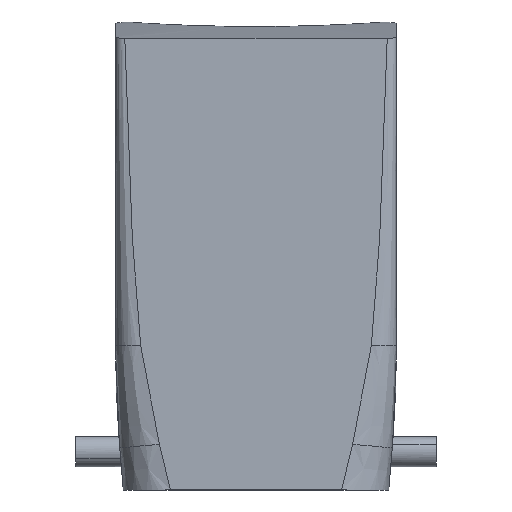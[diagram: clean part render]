
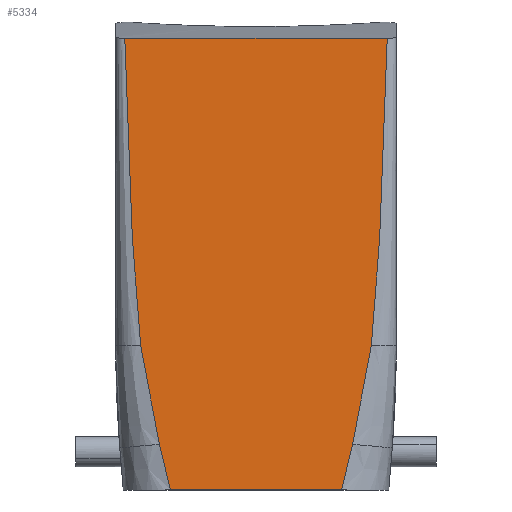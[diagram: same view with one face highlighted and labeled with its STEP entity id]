
A CAD part, front view. The second image highlights one B-rep face of the part: STEP entity #5334.
In plain terms, the highlighted planar face has unit normal (0, -1, 0.013).
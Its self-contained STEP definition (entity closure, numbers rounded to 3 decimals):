
#5322=AXIS2_PLACEMENT_3D('Plane Axis2P3D',#5319,#5320,#5321) ;
#1049=CARTESIAN_POINT('Vertex',(15.33,0.,0.)) ;
#1120=CARTESIAN_POINT('Vertex',(43.07,0.,0.)) ;
#1123=CARTESIAN_POINT('Line Origine',(29.2,0.,0.)) ;
#1288=CARTESIAN_POINT('Control Point',(13.555,0.097,7.394)) ;
#1289=CARTESIAN_POINT('Control Point',(13.601,0.094,7.207)) ;
#1290=CARTESIAN_POINT('Control Point',(13.646,0.092,7.02)) ;
#1291=CARTESIAN_POINT('Control Point',(13.691,0.089,6.834)) ;
#1292=CARTESIAN_POINT('Control Point',(14.053,0.07,5.337)) ;
#1293=CARTESIAN_POINT('Control Point',(14.414,0.05,3.841)) ;
#1294=CARTESIAN_POINT('Control Point',(14.712,0.034,2.6)) ;
#1295=CARTESIAN_POINT('Control Point',(15.02,0.017,1.307)) ;
#1296=CARTESIAN_POINT('Control Point',(15.33,0.,0.)) ;
#1297=CARTESIAN_POINT('Vertex',(13.555,0.097,7.394)) ;
#1417=CARTESIAN_POINT('Vertex',(44.845,0.097,7.394)) ;
#1421=CARTESIAN_POINT('Control Point',(44.845,0.097,7.394)) ;
#1422=CARTESIAN_POINT('Control Point',(44.799,0.094,7.207)) ;
#1423=CARTESIAN_POINT('Control Point',(44.754,0.092,7.02)) ;
#1424=CARTESIAN_POINT('Control Point',(44.709,0.089,6.834)) ;
#1425=CARTESIAN_POINT('Control Point',(44.347,0.07,5.337)) ;
#1426=CARTESIAN_POINT('Control Point',(43.986,0.05,3.841)) ;
#1427=CARTESIAN_POINT('Control Point',(43.688,0.034,2.6)) ;
#1428=CARTESIAN_POINT('Control Point',(43.38,0.017,1.307)) ;
#1429=CARTESIAN_POINT('Control Point',(43.07,0.,0.)) ;
#1743=CARTESIAN_POINT('Vertex',(47.882,0.306,23.392)) ;
#1747=CARTESIAN_POINT('Control Point',(47.882,0.306,23.392)) ;
#1748=CARTESIAN_POINT('Control Point',(47.613,0.276,21.12)) ;
#1749=CARTESIAN_POINT('Control Point',(47.278,0.247,18.858)) ;
#1750=CARTESIAN_POINT('Control Point',(46.883,0.217,16.606)) ;
#1751=CARTESIAN_POINT('Control Point',(46.248,0.176,13.409)) ;
#1752=CARTESIAN_POINT('Control Point',(45.529,0.134,10.236)) ;
#1753=CARTESIAN_POINT('Control Point',(45.307,0.122,9.287)) ;
#1754=CARTESIAN_POINT('Control Point',(45.079,0.109,8.339)) ;
#1755=CARTESIAN_POINT('Control Point',(44.845,0.097,7.394)) ;
#2173=CARTESIAN_POINT('Control Point',(50.45,0.958,73.163)) ;
#2174=CARTESIAN_POINT('Control Point',(50.435,0.95,72.586)) ;
#2175=CARTESIAN_POINT('Control Point',(50.42,0.943,72.009)) ;
#2176=CARTESIAN_POINT('Control Point',(50.404,0.935,71.432)) ;
#2177=CARTESIAN_POINT('Control Point',(50.268,0.87,66.449)) ;
#2178=CARTESIAN_POINT('Control Point',(50.114,0.805,61.466)) ;
#2179=CARTESIAN_POINT('Control Point',(49.952,0.747,57.06)) ;
#2180=CARTESIAN_POINT('Control Point',(49.696,0.662,50.606)) ;
#2181=CARTESIAN_POINT('Control Point',(49.399,0.578,44.154)) ;
#2182=CARTESIAN_POINT('Control Point',(49.3,0.551,42.105)) ;
#2183=CARTESIAN_POINT('Control Point',(49.142,0.511,39.042)) ;
#2184=CARTESIAN_POINT('Control Point',(48.963,0.471,35.98)) ;
#2185=CARTESIAN_POINT('Control Point',(48.898,0.457,34.918)) ;
#2186=CARTESIAN_POINT('Control Point',(48.765,0.43,32.879)) ;
#2187=CARTESIAN_POINT('Control Point',(48.612,0.404,30.841)) ;
#2188=CARTESIAN_POINT('Control Point',(48.529,0.39,29.818)) ;
#2189=CARTESIAN_POINT('Control Point',(48.363,0.365,27.918)) ;
#2190=CARTESIAN_POINT('Control Point',(48.173,0.341,26.019)) ;
#2191=CARTESIAN_POINT('Control Point',(48.081,0.329,25.143)) ;
#2192=CARTESIAN_POINT('Control Point',(47.984,0.318,24.267)) ;
#2193=CARTESIAN_POINT('Control Point',(47.882,0.306,23.392)) ;
#2194=CARTESIAN_POINT('Vertex',(50.45,0.958,73.163)) ;
#3568=CARTESIAN_POINT('Vertex',(7.95,0.958,73.163)) ;
#3578=CARTESIAN_POINT('Vertex',(10.518,0.306,23.392)) ;
#3582=CARTESIAN_POINT('Control Point',(7.95,0.958,73.163)) ;
#3583=CARTESIAN_POINT('Control Point',(7.965,0.95,72.586)) ;
#3584=CARTESIAN_POINT('Control Point',(7.98,0.943,72.009)) ;
#3585=CARTESIAN_POINT('Control Point',(7.996,0.935,71.432)) ;
#3586=CARTESIAN_POINT('Control Point',(8.132,0.87,66.449)) ;
#3587=CARTESIAN_POINT('Control Point',(8.286,0.805,61.466)) ;
#3588=CARTESIAN_POINT('Control Point',(8.448,0.747,57.06)) ;
#3589=CARTESIAN_POINT('Control Point',(8.704,0.662,50.606)) ;
#3590=CARTESIAN_POINT('Control Point',(9.001,0.578,44.154)) ;
#3591=CARTESIAN_POINT('Control Point',(9.1,0.551,42.105)) ;
#3592=CARTESIAN_POINT('Control Point',(9.258,0.511,39.042)) ;
#3593=CARTESIAN_POINT('Control Point',(9.437,0.471,35.98)) ;
#3594=CARTESIAN_POINT('Control Point',(9.502,0.457,34.918)) ;
#3595=CARTESIAN_POINT('Control Point',(9.635,0.43,32.879)) ;
#3596=CARTESIAN_POINT('Control Point',(9.788,0.404,30.841)) ;
#3597=CARTESIAN_POINT('Control Point',(9.871,0.39,29.818)) ;
#3598=CARTESIAN_POINT('Control Point',(10.037,0.365,27.918)) ;
#3599=CARTESIAN_POINT('Control Point',(10.227,0.341,26.019)) ;
#3600=CARTESIAN_POINT('Control Point',(10.319,0.329,25.143)) ;
#3601=CARTESIAN_POINT('Control Point',(10.416,0.318,24.267)) ;
#3602=CARTESIAN_POINT('Control Point',(10.518,0.306,23.392)) ;
#4934=CARTESIAN_POINT('Line Origine',(17.825,0.958,73.163)) ;
#5072=CARTESIAN_POINT('Control Point',(10.518,0.306,23.392)) ;
#5073=CARTESIAN_POINT('Control Point',(10.787,0.276,21.12)) ;
#5074=CARTESIAN_POINT('Control Point',(11.122,0.247,18.858)) ;
#5075=CARTESIAN_POINT('Control Point',(11.517,0.217,16.606)) ;
#5076=CARTESIAN_POINT('Control Point',(12.152,0.176,13.409)) ;
#5077=CARTESIAN_POINT('Control Point',(12.871,0.134,10.236)) ;
#5078=CARTESIAN_POINT('Control Point',(13.093,0.122,9.287)) ;
#5079=CARTESIAN_POINT('Control Point',(13.321,0.109,8.339)) ;
#5080=CARTESIAN_POINT('Control Point',(13.555,0.097,7.394)) ;
#5319=CARTESIAN_POINT('Axis2P3D Location',(29.2,1.957,149.476)) ;
#1124=DIRECTION('Vector Direction',(-1.,0.,0.)) ;
#4935=DIRECTION('Vector Direction',(-1.,0.,0.)) ;
#5320=DIRECTION('Axis2P3D Direction',(0.,-1.,0.013)) ;
#5321=DIRECTION('Axis2P3D XDirection',(-1.,0.,0.)) ;
#1125=VECTOR('Line Direction',#1124,1.) ;
#4936=VECTOR('Line Direction',#4935,1.) ;
#5325=ORIENTED_EDGE('',*,*,#1127,.T.) ;
#5326=ORIENTED_EDGE('',*,*,#1430,.T.) ;
#5327=ORIENTED_EDGE('',*,*,#1756,.T.) ;
#5328=ORIENTED_EDGE('',*,*,#2196,.T.) ;
#5329=ORIENTED_EDGE('',*,*,#4938,.F.) ;
#5330=ORIENTED_EDGE('',*,*,#3603,.F.) ;
#5331=ORIENTED_EDGE('',*,*,#5081,.F.) ;
#5332=ORIENTED_EDGE('',*,*,#1299,.F.) ;
#5334=ADVANCED_FACE('Hauptk\X2\00F6\X0\rper',(#5333),#5323,.T.) ;
#1287=B_SPLINE_CURVE_WITH_KNOTS('',5,(#1288,#1289,#1290,#1291,#1292,#1293,#1294,#1295,#1296),.UNSPECIFIED.,.F.,.U.,(6,3,6),(139.84,141.499,153.12),.UNSPECIFIED.) ;
#1420=B_SPLINE_CURVE_WITH_KNOTS('',5,(#1421,#1422,#1423,#1424,#1425,#1426,#1427,#1428,#1429),.UNSPECIFIED.,.F.,.U.,(6,3,6),(139.84,141.499,153.12),.UNSPECIFIED.) ;
#1746=B_SPLINE_CURVE_WITH_KNOTS('',5,(#1747,#1748,#1749,#1750,#1751,#1752,#1753,#1754,#1755),.UNSPECIFIED.,.F.,.U.,(6,3,6),(115.431,135.466,144.048),.UNSPECIFIED.) ;
#2172=B_SPLINE_CURVE_WITH_KNOTS('',5,(#2173,#2174,#2175,#2176,#2177,#2178,#2179,#2180,#2181,#2182,#2183,#2184,#2185,#2186,#2187,#2188,#2189,#2190,#2191,#2192,#2193),.UNSPECIFIED.,.F.,.U.,(6,3,3,3,3,3,6),(28.309,33.306,71.478,89.232,98.033,106.915,114.531),.UNSPECIFIED.) ;
#3581=B_SPLINE_CURVE_WITH_KNOTS('',5,(#3582,#3583,#3584,#3585,#3586,#3587,#3588,#3589,#3590,#3591,#3592,#3593,#3594,#3595,#3596,#3597,#3598,#3599,#3600,#3601,#3602),.UNSPECIFIED.,.F.,.U.,(6,3,3,3,3,3,6),(28.309,33.306,71.478,89.232,98.033,106.915,114.531),.UNSPECIFIED.) ;
#5071=B_SPLINE_CURVE_WITH_KNOTS('',5,(#5072,#5073,#5074,#5075,#5076,#5077,#5078,#5079,#5080),.UNSPECIFIED.,.F.,.U.,(6,3,6),(115.431,135.466,144.048),.UNSPECIFIED.) ;
#1127=EDGE_CURVE('',#1050,#1121,#1126,.F.) ;
#1299=EDGE_CURVE('',#1050,#1298,#1287,.F.) ;
#1430=EDGE_CURVE('',#1121,#1418,#1420,.F.) ;
#1756=EDGE_CURVE('',#1418,#1744,#1746,.F.) ;
#2196=EDGE_CURVE('',#1744,#2195,#2172,.F.) ;
#3603=EDGE_CURVE('',#3579,#3569,#3581,.F.) ;
#4938=EDGE_CURVE('',#3569,#2195,#4937,.F.) ;
#5081=EDGE_CURVE('',#1298,#3579,#5071,.F.) ;
#5324=EDGE_LOOP('',(#5325,#5326,#5327,#5328,#5329,#5330,#5331,#5332)) ;
#5333=FACE_OUTER_BOUND('',#5324,.T.) ;
#1126=LINE('Line',#1123,#1125) ;
#4937=LINE('Line',#4934,#4936) ;
#5323=PLANE('',#5322) ;
#1050=VERTEX_POINT('',#1049) ;
#1121=VERTEX_POINT('',#1120) ;
#1298=VERTEX_POINT('',#1297) ;
#1418=VERTEX_POINT('',#1417) ;
#1744=VERTEX_POINT('',#1743) ;
#2195=VERTEX_POINT('',#2194) ;
#3569=VERTEX_POINT('',#3568) ;
#3579=VERTEX_POINT('',#3578) ;
